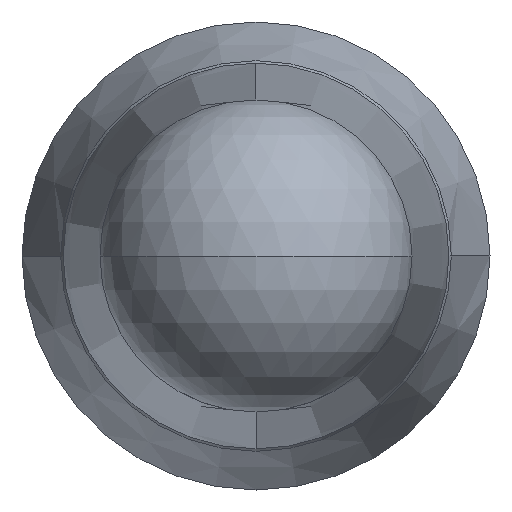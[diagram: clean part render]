
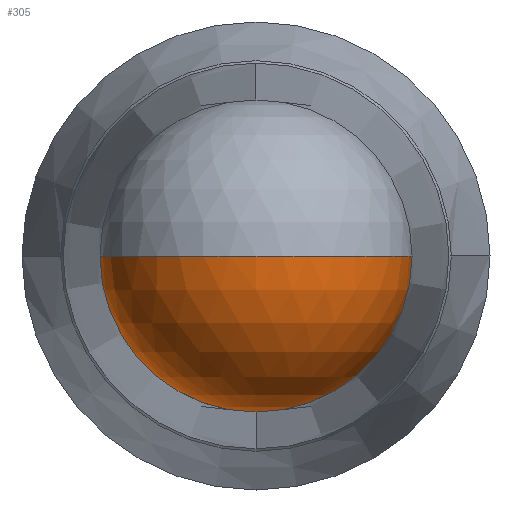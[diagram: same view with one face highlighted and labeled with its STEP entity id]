
A CAD part, front view. The second image highlights one B-rep face of the part: STEP entity #305.
In plain terms, the highlighted spherical face has radius 1.588 mm.
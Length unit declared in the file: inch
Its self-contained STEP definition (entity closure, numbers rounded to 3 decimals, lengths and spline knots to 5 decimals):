
#25 = DIRECTION ( 'NONE',  ( 0., 0., -1. ) ) ;
#64 = CIRCLE ( 'NONE', #290, 0.06252 ) ;
#82 = DIRECTION ( 'NONE',  ( 0., 0., 1. ) ) ;
#85 = CARTESIAN_POINT ( 'NONE',  ( 0., 0.06252, 0. ) ) ;
#90 = DIRECTION ( 'NONE',  ( 0., 0., -1. ) ) ;
#128 = CIRCLE ( 'NONE', #413, 0.0625 ) ;
#130 = CARTESIAN_POINT ( 'NONE',  ( -0.0625, 0.06088, 0. ) ) ;
#136 = EDGE_CURVE ( 'NONE', #277, #366, #154, .T. ) ;
#149 = CIRCLE ( 'NONE', #426, 0.0625 ) ;
#154 = CIRCLE ( 'NONE', #449, 0.06252 ) ;
#164 = CARTESIAN_POINT ( 'NONE',  ( 0.0625, 0.06088, 0. ) ) ;
#172 = EDGE_LOOP ( 'NONE', ( #347, #475, #215, #513 ) ) ;
#193 = DIRECTION ( 'NONE',  ( 0., 0., -1. ) ) ;
#211 = CARTESIAN_POINT ( 'NONE',  ( 0., 0.06088, 0. ) ) ;
#215 = ORIENTED_EDGE ( 'NONE', *, *, #136, .T. ) ;
#237 = CARTESIAN_POINT ( 'NONE',  ( 0., 0.06088, 0. ) ) ;
#243 = CARTESIAN_POINT ( 'NONE',  ( 0., 0.06252, 0. ) ) ;
#244 = VERTEX_POINT ( 'NONE', #130 ) ;
#245 = DIRECTION ( 'NONE',  ( 1., 0., 0. ) ) ;
#277 = VERTEX_POINT ( 'NONE', #164 ) ;
#284 = CARTESIAN_POINT ( 'NONE',  ( 0., 0.06252, 0. ) ) ;
#287 = EDGE_CURVE ( 'NONE', #244, #366, #64, .T. ) ;
#290 = AXIS2_PLACEMENT_3D ( 'NONE', #284, #82, #245 ) ;
#299 = DIRECTION ( 'NONE',  ( 0., -1., 0. ) ) ;
#305 = ADVANCED_FACE ( 'NONE', ( #411 ), #512, .T. ) ;
#347 = ORIENTED_EDGE ( 'NONE', *, *, #498, .T. ) ;
#348 = AXIS2_PLACEMENT_3D ( 'NONE', #85, #394, #355 ) ;
#355 = DIRECTION ( 'NONE',  ( -1., 0., 0. ) ) ;
#357 = CARTESIAN_POINT ( 'NONE',  ( 0., 0., 0. ) ) ;
#366 = VERTEX_POINT ( 'NONE', #357 ) ;
#385 = EDGE_CURVE ( 'NONE', #409, #277, #128, .T. ) ;
#394 = DIRECTION ( 'NONE',  ( 0., 0., -1. ) ) ;
#399 = DIRECTION ( 'NONE',  ( 0., -1., 0. ) ) ;
#409 = VERTEX_POINT ( 'NONE', #439 ) ;
#411 = FACE_OUTER_BOUND ( 'NONE', #172, .T. ) ;
#413 = AXIS2_PLACEMENT_3D ( 'NONE', #237, #399, #25 ) ;
#426 = AXIS2_PLACEMENT_3D ( 'NONE', #211, #299, #90 ) ;
#432 = DIRECTION ( 'NONE',  ( -1., 0., 0. ) ) ;
#439 = CARTESIAN_POINT ( 'NONE',  ( 0., 0.06088, -0.0625 ) ) ;
#449 = AXIS2_PLACEMENT_3D ( 'NONE', #243, #193, #432 ) ;
#475 = ORIENTED_EDGE ( 'NONE', *, *, #385, .T. ) ;
#498 = EDGE_CURVE ( 'NONE', #244, #409, #149, .T. ) ;
#512 = SPHERICAL_SURFACE ( 'NONE', #348, 0.06252 ) ;
#513 = ORIENTED_EDGE ( 'NONE', *, *, #287, .F. ) ;
